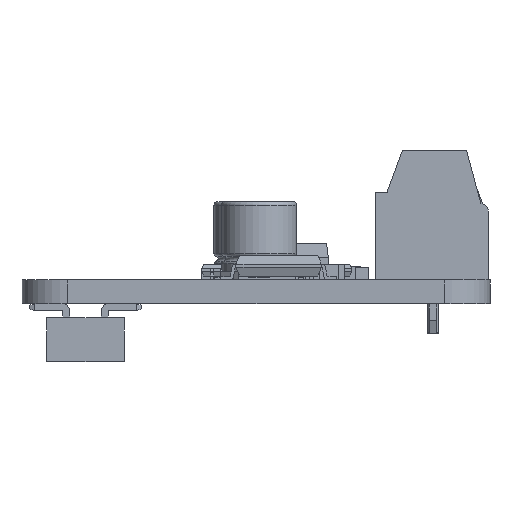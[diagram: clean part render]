
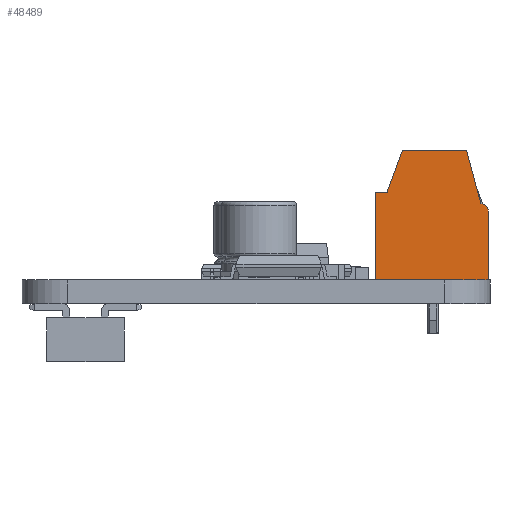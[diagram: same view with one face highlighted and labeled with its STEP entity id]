
A CAD part, left-side view. The second image highlights one B-rep face of the part: STEP entity #48489.
In plain terms, the highlighted planar face has unit normal (-1, 0, 0).
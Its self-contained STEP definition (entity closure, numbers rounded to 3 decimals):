
#2068=PLANE('',#52199);
#4406=FACE_OUTER_BOUND('',#7504,.T.);
#7504=EDGE_LOOP('',(#39827,#39828,#39829,#39830,#39831,#39832,#39833,#39834,
#39835));
#11818=LINE('',#75810,#17171);
#11824=LINE('',#75824,#17177);
#11873=LINE('',#75917,#17226);
#11877=LINE('',#75926,#17230);
#11918=LINE('',#76004,#17271);
#11920=LINE('',#76008,#17273);
#11922=LINE('',#76012,#17275);
#11937=LINE('',#76043,#17290);
#17171=VECTOR('',#61718,1000.);
#17177=VECTOR('',#61728,1000.);
#17226=VECTOR('',#61779,1000.);
#17230=VECTOR('',#61787,1000.);
#17271=VECTOR('',#61830,1000.);
#17273=VECTOR('',#61834,1000.);
#17275=VECTOR('',#61838,1000.);
#17290=VECTOR('',#61859,1000.);
#20150=CIRCLE('',#52197,0.495);
#23309=VERTEX_POINT('',#75807);
#23310=VERTEX_POINT('',#75809);
#23315=VERTEX_POINT('',#75822);
#23316=VERTEX_POINT('',#75823);
#23362=VERTEX_POINT('',#75925);
#23398=VERTEX_POINT('',#76003);
#23399=VERTEX_POINT('',#76007);
#23400=VERTEX_POINT('',#76011);
#23401=VERTEX_POINT('',#76015);
#29059=EDGE_CURVE('',#23310,#23309,#11818,.T.);
#29065=EDGE_CURVE('',#23315,#23316,#11824,.T.);
#29114=EDGE_CURVE('',#23309,#23315,#11873,.T.);
#29118=EDGE_CURVE('',#23362,#23310,#11877,.T.);
#29159=EDGE_CURVE('',#23398,#23362,#11918,.T.);
#29161=EDGE_CURVE('',#23399,#23398,#11920,.T.);
#29163=EDGE_CURVE('',#23400,#23399,#11922,.T.);
#29165=EDGE_CURVE('',#23401,#23400,#20150,.T.);
#29179=EDGE_CURVE('',#23316,#23401,#11937,.T.);
#39827=ORIENTED_EDGE('',*,*,#29065,.T.);
#39828=ORIENTED_EDGE('',*,*,#29179,.T.);
#39829=ORIENTED_EDGE('',*,*,#29165,.T.);
#39830=ORIENTED_EDGE('',*,*,#29163,.T.);
#39831=ORIENTED_EDGE('',*,*,#29161,.T.);
#39832=ORIENTED_EDGE('',*,*,#29159,.T.);
#39833=ORIENTED_EDGE('',*,*,#29118,.T.);
#39834=ORIENTED_EDGE('',*,*,#29059,.T.);
#39835=ORIENTED_EDGE('',*,*,#29114,.T.);
#48489=ADVANCED_FACE('',(#4406),#2068,.F.);
#52197=AXIS2_PLACEMENT_3D('',#76016,#61842,#61843);
#52199=AXIS2_PLACEMENT_3D('',#76065,#61873,#61874);
#61718=DIRECTION('',(0.,1.,0.));
#61728=DIRECTION('',(0.,-1.,0.));
#61779=DIRECTION('',(0.,0.,-1.));
#61787=DIRECTION('',(0.,0.,-1.));
#61830=DIRECTION('',(0.,0.342,-0.94));
#61834=DIRECTION('',(0.,1.,0.));
#61838=DIRECTION('',(0.,0.259,0.966));
#61842=DIRECTION('center_axis',(-1.,0.,0.));
#61843=DIRECTION('ref_axis',(0.,1.,0.));
#61859=DIRECTION('',(0.,0.,1.));
#61873=DIRECTION('center_axis',(1.,0.,0.));
#61874=DIRECTION('ref_axis',(0.,1.,0.));
#75807=CARTESIAN_POINT('',(-8.753,3.813,5.692));
#75809=CARTESIAN_POINT('',(-8.753,3.,5.692));
#75810=CARTESIAN_POINT('',(-8.753,3.813,5.692));
#75822=CARTESIAN_POINT('',(-8.753,3.813,-0.023));
#75823=CARTESIAN_POINT('',(-8.753,-3.579,-0.023));
#75824=CARTESIAN_POINT('',(-8.753,-3.579,-0.023));
#75917=CARTESIAN_POINT('',(-8.753,3.813,-0.023));
#75925=CARTESIAN_POINT('',(-8.753,3.,5.895));
#75926=CARTESIAN_POINT('',(-8.753,3.,5.692));
#76003=CARTESIAN_POINT('',(-8.753,2.057,8.486));
#76004=CARTESIAN_POINT('',(-8.753,3.,5.895));
#76007=CARTESIAN_POINT('',(-8.753,-2.148,8.486));
#76008=CARTESIAN_POINT('',(-8.753,2.057,8.486));
#76011=CARTESIAN_POINT('',(-8.753,-3.083,4.993));
#76012=CARTESIAN_POINT('',(-8.753,-2.148,8.486));
#76015=CARTESIAN_POINT('',(-8.753,-3.579,4.498));
#76016=CARTESIAN_POINT('Origin',(-8.753,-3.083,4.498));
#76043=CARTESIAN_POINT('',(-8.753,-3.579,4.498));
#76065=CARTESIAN_POINT('Origin',(-8.753,-3.083,4.498));
